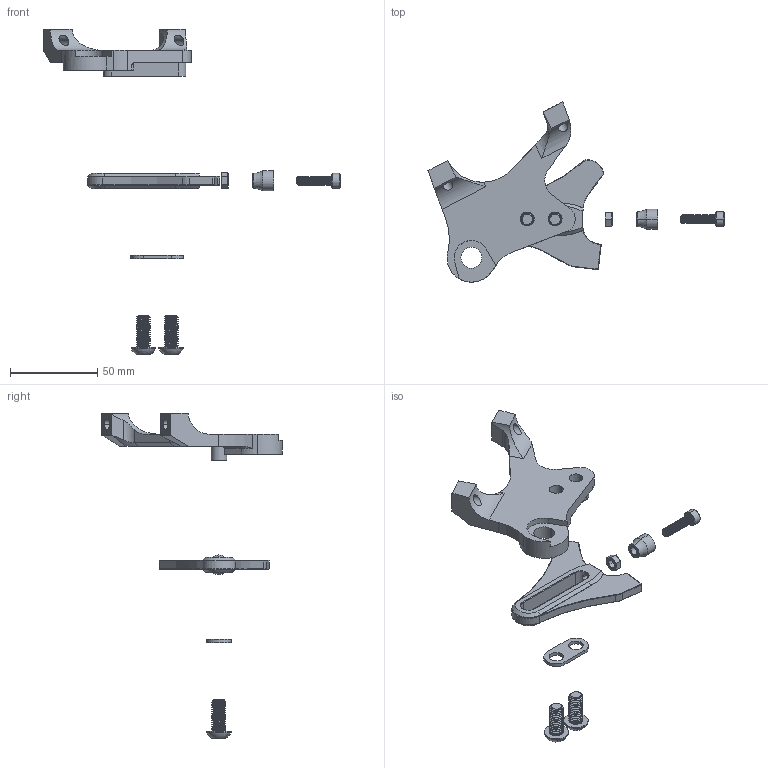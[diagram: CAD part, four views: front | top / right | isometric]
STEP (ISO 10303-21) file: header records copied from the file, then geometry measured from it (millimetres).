
FILE_DESCRIPTION (( 'STEP AP214' ), '1' );
FILE_NAME ('DR4145_Flat.STEP', '2023-05-09T16:16:25', ( '' ), ( '' ), 'SwSTEP 2.0', 'SolidWorks 2022', '' );
FILE_SCHEMA (( 'AUTOMOTIVE_DESIGN' ));
Length unit declared in the file: inch
Products named in the file (8): 2-HOLE_WASHER; DR4146; 91239A420_Button Head Hex Drive Screw_91239A420; 5mm_nut; DR4145_Flat; M5x20 SHCS_91292A126; MS5001; DS0004
Assembly tree (8 placements, depth 2):
  DR4145_Flat
    DR4146
    DS0004
    5mm_nut
    M5x20 SHCS_91292A126
    MS5001
    91239A420_Button Head Hex Drive Screw_91239A420  x2
    2-HOLE_WASHER
Bounding box: 170.01 x 103.4 x 186.8 mm (x, y, z)
Volume: 49447.7 mm3; surface area: 24734.9 mm2
Topology: 8 solids, 8 shells, 474 faces, 1209 edges, 757 vertices
Faces by surface type: cylinder 249, plane 103, cone 100, torus 10, bspline 8, sphere 4
Entity records: 17980 total; most frequent: CARTESIAN_POINT 8316, ORIENTED_EDGE 2120, DIRECTION 1821, EDGE_CURVE 1060, AXIS2_PLACEMENT_3D 681, VERTEX_POINT 663, VECTOR 459, LINE 459
